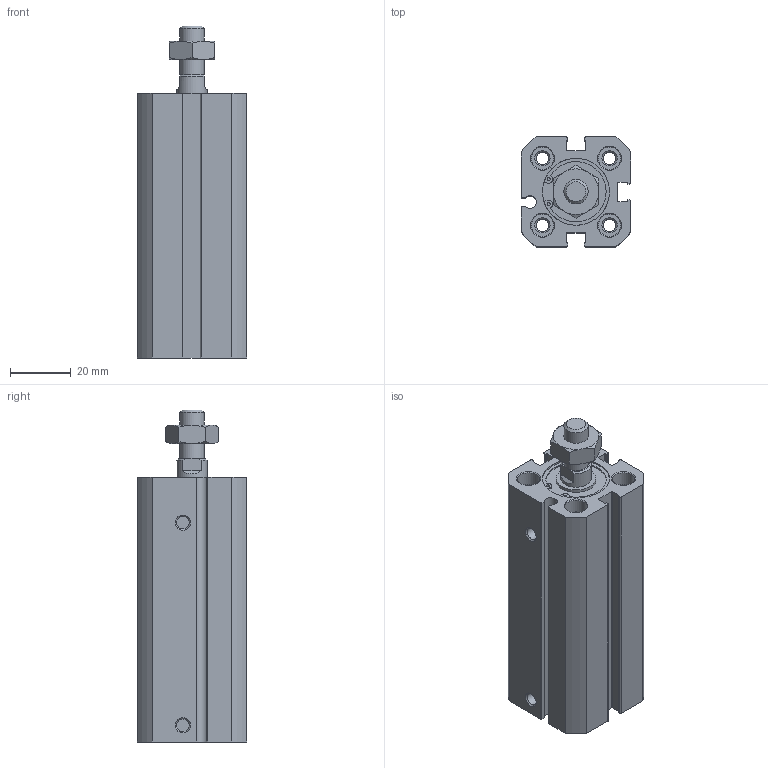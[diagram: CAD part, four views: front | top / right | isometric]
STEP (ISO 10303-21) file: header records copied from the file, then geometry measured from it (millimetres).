
FILE_DESCRIPTION(/* description */ (''),/* implementation_level */ '2;1');
FILE_NAME(/* name */ 'sfs_20-50-b.stp',/* time_stamp */ '2018-07-09T14:47:50+02:00',/* author */ ('leitheußer'),/* organization */ (''),/* preprocessor_version */ 'ST-DEVELOPER v15.6',/* originating_system */ 'Autodesk Inventor LT ',/* authorisation */ '');
FILE_SCHEMA (('AUTOMOTIVE_DESIGN { 1 0 10303 214 3 1 1 }'));
Length unit declared in the file: millimetre
Products named in the file (1): sfs_20-50-b
Bounding box: 36 x 36 x 109 mm (x, y, z)
Volume: 84446.7 mm3; surface area: 31482.3 mm2
Topology: 2 solids, 2 shells, 166 faces, 394 edges, 251 vertices
Faces by surface type: plane 69, cylinder 62, cone 35
Full cylindrical faces by diameter (mm): 1 x2, 4.134 x6, 7.3 x8, 8 x2, 10 x2, 13 x1, 20 x2, 22 x1
Entity records: 4561 total; most frequent: CARTESIAN_POINT 817, DIRECTION 816, ORIENTED_EDGE 692, EDGE_CURVE 346, AXIS2_PLACEMENT_3D 331, VERTEX_POINT 248, EDGE_LOOP 238, FACE_OUTER_BOUND 166
